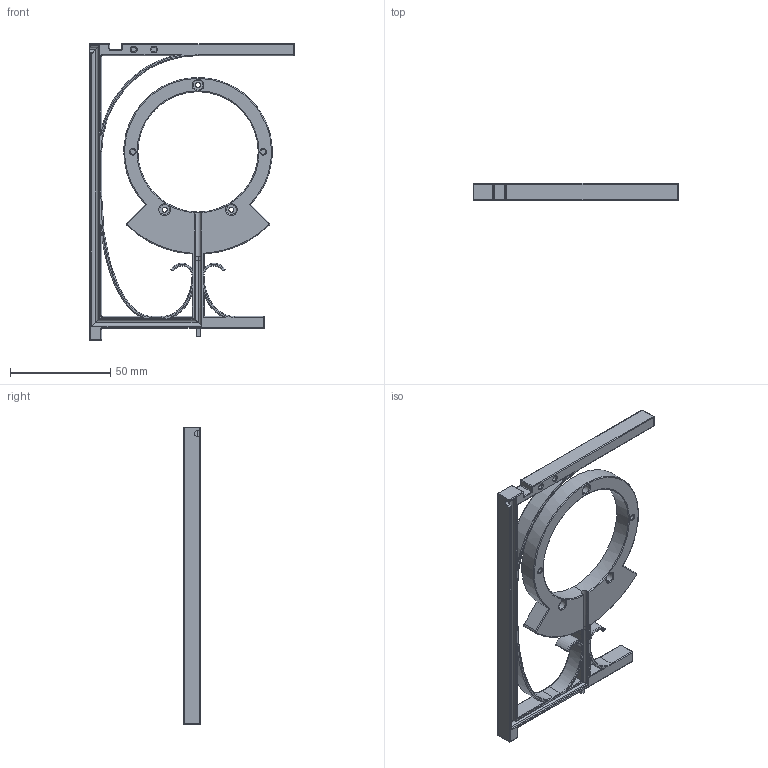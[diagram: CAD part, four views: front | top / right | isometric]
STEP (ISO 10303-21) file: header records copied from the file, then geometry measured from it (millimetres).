
FILE_DESCRIPTION (( 'STEP AP214' ), '1' );
FILE_NAME ('9-4-3-light.STEP', '2025-09-16T14:03:50', ( '' ), ( '' ), 'SwSTEP 2.0', 'SolidWorks 2023', '' );
FILE_SCHEMA (( 'AUTOMOTIVE_DESIGN' ));
Length unit declared in the file: millimetre
Products named in the file (3): base; 9-4-3-light; stand
Assembly tree (2 placements, depth 2):
  9-4-3-light
    base
    stand
Bounding box: 102 x 8.5 x 148 mm (x, y, z)
Volume: 38599.7 mm3; surface area: 23436.3 mm2
Topology: 2 solids, 2 shells, 285 faces, 662 edges, 366 vertices
Faces by surface type: cylinder 136, plane 60, torus 44, sphere 27, bspline 18
Entity records: 9608 total; most frequent: CARTESIAN_POINT 3283, DIRECTION 1363, ORIENTED_EDGE 1280, EDGE_CURVE 640, AXIS2_PLACEMENT_3D 539, VERTEX_POINT 363, EDGE_LOOP 305, FACE_OUTER_BOUND 285
